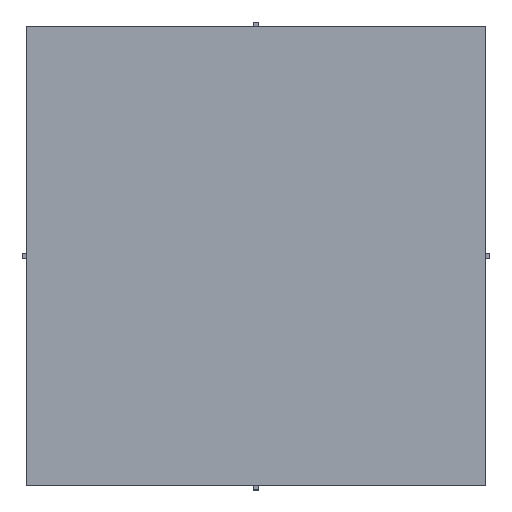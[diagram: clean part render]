
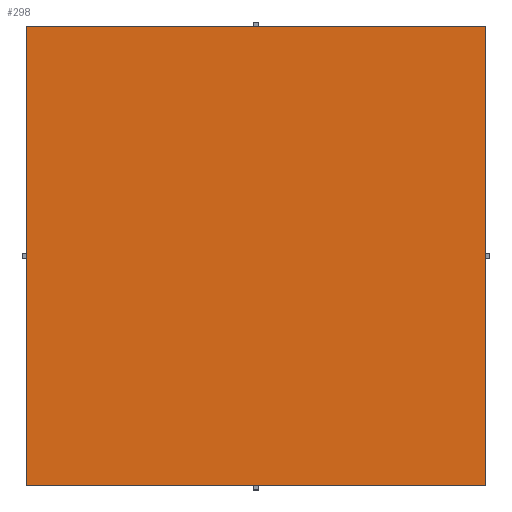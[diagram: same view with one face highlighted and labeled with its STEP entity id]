
A CAD part, top view. The second image highlights one B-rep face of the part: STEP entity #298.
In plain terms, the highlighted planar face has unit normal (0, 0, 1).
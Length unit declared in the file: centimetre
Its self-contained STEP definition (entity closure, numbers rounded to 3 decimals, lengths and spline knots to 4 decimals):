
#298=ADVANCED_FACE('',(#384),#2188,.T.);
#384=FACE_OUTER_BOUND('',#470,.T.);
#470=EDGE_LOOP('',(#628,#629,#630,#631));
#628=ORIENTED_EDGE('',*,*,#1036,.T.);
#629=ORIENTED_EDGE('',*,*,#1037,.T.);
#630=ORIENTED_EDGE('',*,*,#1038,.T.);
#631=ORIENTED_EDGE('',*,*,#1039,.T.);
#1036=EDGE_CURVE('',#1852,#1853,#1444,.T.);
#1037=EDGE_CURVE('',#1853,#1854,#1445,.T.);
#1038=EDGE_CURVE('',#1854,#1855,#1446,.T.);
#1039=EDGE_CURVE('',#1855,#1852,#1447,.T.);
#1444=B_SPLINE_CURVE_WITH_KNOTS('',1,(#2848,#2849),.UNSPECIFIED.,.F.,.F.,
(2,2),(0.,90.),.UNSPECIFIED.);
#1445=B_SPLINE_CURVE_WITH_KNOTS('',1,(#2850,#2851),.UNSPECIFIED.,.F.,.F.,
(2,2),(0.,90.),.UNSPECIFIED.);
#1446=B_SPLINE_CURVE_WITH_KNOTS('',1,(#2852,#2853),.UNSPECIFIED.,.F.,.F.,
(2,2),(0.,90.),.UNSPECIFIED.);
#1447=B_SPLINE_CURVE_WITH_KNOTS('',1,(#2854,#2855),.UNSPECIFIED.,.F.,.F.,
(2,2),(0.,90.),.UNSPECIFIED.);
#1852=VERTEX_POINT('',#2844);
#1853=VERTEX_POINT('',#2845);
#1854=VERTEX_POINT('',#2846);
#1855=VERTEX_POINT('',#2847);
#2188=PLANE('',#2315);
#2315=AXIS2_PLACEMENT_3D('',#2843,#2407,$);
#2407=DIRECTION('',(0.,0.,1.));
#2843=CARTESIAN_POINT('',(-54.012,-8.212,35.2));
#2844=CARTESIAN_POINT('',(-45.,0.8,35.2));
#2845=CARTESIAN_POINT('',(45.,0.8,35.2));
#2846=CARTESIAN_POINT('',(45.,90.8,35.2));
#2847=CARTESIAN_POINT('',(-45.,90.8,35.2));
#2848=CARTESIAN_POINT('',(-45.,0.8,35.2));
#2849=CARTESIAN_POINT('',(45.,0.8,35.2));
#2850=CARTESIAN_POINT('',(45.,0.8,35.2));
#2851=CARTESIAN_POINT('',(45.,90.8,35.2));
#2852=CARTESIAN_POINT('',(45.,90.8,35.2));
#2853=CARTESIAN_POINT('',(-45.,90.8,35.2));
#2854=CARTESIAN_POINT('',(-45.,90.8,35.2));
#2855=CARTESIAN_POINT('',(-45.,0.8,35.2));
